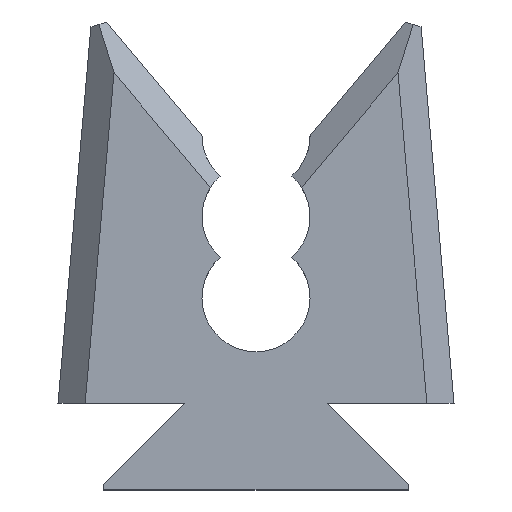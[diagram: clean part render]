
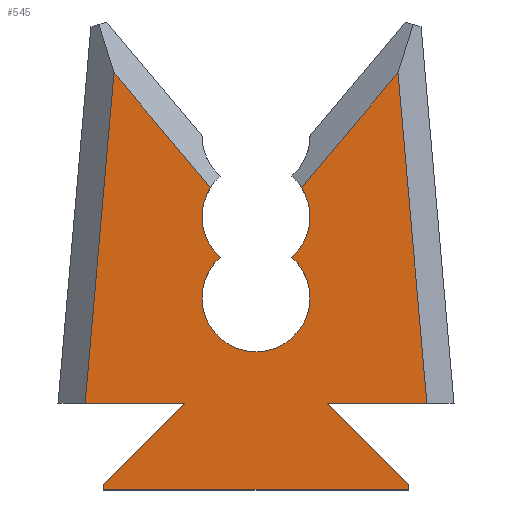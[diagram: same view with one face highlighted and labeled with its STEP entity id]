
A CAD part, top view. The second image highlights one B-rep face of the part: STEP entity #545.
In plain terms, the highlighted planar face has unit normal (0, 0, 1).
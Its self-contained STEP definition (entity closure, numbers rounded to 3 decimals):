
#28=PLANE('',#601);
#38=CIRCLE('',#573,1.999);
#40=CIRCLE('',#578,1.999);
#43=CIRCLE('',#591,1.999);
#62=FACE_OUTER_BOUND('',#90,.T.);
#90=EDGE_LOOP('',(#450,#451,#452,#453,#454,#455,#456,#457,#458,#459,#460,
#461,#462,#463));
#106=LINE('',#794,#170);
#112=LINE('',#805,#176);
#139=LINE('',#871,#203);
#143=LINE('',#878,#207);
#146=LINE('',#884,#210);
#149=LINE('',#890,#213);
#151=LINE('',#893,#215);
#152=LINE('',#896,#216);
#153=LINE('',#897,#217);
#154=LINE('',#899,#218);
#155=LINE('',#900,#219);
#170=VECTOR('',#643,1000.);
#176=VECTOR('',#651,1000.);
#203=VECTOR('',#708,1000.);
#207=VECTOR('',#714,1000.);
#210=VECTOR('',#719,1000.);
#213=VECTOR('',#724,1000.);
#215=VECTOR('',#728,1000.);
#216=VECTOR('',#731,1000.);
#217=VECTOR('',#732,1000.);
#218=VECTOR('',#733,1000.);
#219=VECTOR('',#734,1000.);
#240=VERTEX_POINT('',#772);
#241=VERTEX_POINT('',#773);
#244=VERTEX_POINT('',#782);
#248=VERTEX_POINT('',#791);
#249=VERTEX_POINT('',#793);
#253=VERTEX_POINT('',#803);
#265=VERTEX_POINT('',#838);
#276=VERTEX_POINT('',#868);
#277=VERTEX_POINT('',#870);
#279=VERTEX_POINT('',#876);
#281=VERTEX_POINT('',#882);
#283=VERTEX_POINT('',#888);
#284=VERTEX_POINT('',#895);
#285=VERTEX_POINT('',#898);
#292=EDGE_CURVE('',#240,#241,#38,.T.);
#297=EDGE_CURVE('',#244,#240,#40,.T.);
#302=EDGE_CURVE('',#249,#248,#106,.T.);
#308=EDGE_CURVE('',#248,#253,#112,.T.);
#325=EDGE_CURVE('',#265,#244,#43,.T.);
#341=EDGE_CURVE('',#277,#276,#139,.T.);
#345=EDGE_CURVE('',#276,#279,#143,.T.);
#348=EDGE_CURVE('',#279,#281,#146,.T.);
#351=EDGE_CURVE('',#281,#283,#149,.T.);
#353=EDGE_CURVE('',#283,#249,#151,.T.);
#354=EDGE_CURVE('',#253,#284,#152,.T.);
#355=EDGE_CURVE('',#284,#265,#153,.T.);
#356=EDGE_CURVE('',#241,#285,#154,.T.);
#357=EDGE_CURVE('',#285,#277,#155,.T.);
#450=ORIENTED_EDGE('',*,*,#308,.T.);
#451=ORIENTED_EDGE('',*,*,#354,.T.);
#452=ORIENTED_EDGE('',*,*,#355,.T.);
#453=ORIENTED_EDGE('',*,*,#325,.T.);
#454=ORIENTED_EDGE('',*,*,#297,.T.);
#455=ORIENTED_EDGE('',*,*,#292,.T.);
#456=ORIENTED_EDGE('',*,*,#356,.T.);
#457=ORIENTED_EDGE('',*,*,#357,.T.);
#458=ORIENTED_EDGE('',*,*,#341,.T.);
#459=ORIENTED_EDGE('',*,*,#345,.T.);
#460=ORIENTED_EDGE('',*,*,#348,.T.);
#461=ORIENTED_EDGE('',*,*,#351,.T.);
#462=ORIENTED_EDGE('',*,*,#353,.T.);
#463=ORIENTED_EDGE('',*,*,#302,.T.);
#545=ADVANCED_FACE('',(#62),#28,.T.);
#573=AXIS2_PLACEMENT_3D('',#774,#623,#624);
#578=AXIS2_PLACEMENT_3D('',#783,#634,#635);
#591=AXIS2_PLACEMENT_3D('',#839,#682,#683);
#601=AXIS2_PLACEMENT_3D('',#894,#729,#730);
#623=DIRECTION('center_axis',(0.,0.,-1.));
#624=DIRECTION('ref_axis',(1.,0.,0.));
#634=DIRECTION('center_axis',(0.,0.,-1.));
#635=DIRECTION('ref_axis',(1.,0.,0.));
#643=DIRECTION('',(-0.707,0.707,0.));
#651=DIRECTION('',(1.,0.,0.));
#682=DIRECTION('center_axis',(0.,0.,-1.));
#683=DIRECTION('ref_axis',(1.,0.,0.));
#708=DIRECTION('',(1.,0.,0.));
#714=DIRECTION('',(-0.707,-0.707,0.));
#719=DIRECTION('',(0.,-1.,0.));
#724=DIRECTION('',(1.,0.,0.));
#728=DIRECTION('',(0.,1.,0.));
#729=DIRECTION('center_axis',(0.,0.,1.));
#730=DIRECTION('ref_axis',(1.,0.,0.));
#731=DIRECTION('',(-0.087,0.996,0.));
#732=DIRECTION('',(-0.643,-0.766,0.));
#733=DIRECTION('',(-0.643,0.766,0.));
#734=DIRECTION('',(-0.087,-0.996,0.));
#772=CARTESIAN_POINT('',(-1.321,8.6,3.25));
#773=CARTESIAN_POINT('',(-1.688,11.172,3.25));
#774=CARTESIAN_POINT('Origin',(0.,10.1,3.25));
#782=CARTESIAN_POINT('',(1.321,8.6,3.25));
#783=CARTESIAN_POINT('Origin',(0.,7.1,3.25));
#791=CARTESIAN_POINT('',(2.627,3.2,3.25));
#793=CARTESIAN_POINT('',(5.627,0.2,3.25));
#794=CARTESIAN_POINT('',(5.627,0.2,3.25));
#803=CARTESIAN_POINT('',(6.319,3.2,3.25));
#805=CARTESIAN_POINT('',(2.627,3.2,3.25));
#838=CARTESIAN_POINT('',(1.687,11.171,3.25));
#839=CARTESIAN_POINT('Origin',(0.,10.1,3.25));
#868=CARTESIAN_POINT('',(-2.627,3.2,3.25));
#870=CARTESIAN_POINT('',(-6.319,3.2,3.25));
#871=CARTESIAN_POINT('',(-2.627,3.2,3.25));
#876=CARTESIAN_POINT('',(-5.627,0.2,3.25));
#878=CARTESIAN_POINT('',(-5.627,0.2,3.25));
#882=CARTESIAN_POINT('',(-5.627,0.,3.25));
#884=CARTESIAN_POINT('',(-5.627,0.2,3.25));
#888=CARTESIAN_POINT('',(5.627,0.,3.25));
#890=CARTESIAN_POINT('',(-5.627,0.,3.25));
#893=CARTESIAN_POINT('',(5.627,0.2,3.25));
#894=CARTESIAN_POINT('Origin',(0.,13.098,3.25));
#895=CARTESIAN_POINT('',(5.25,15.417,3.25));
#896=CARTESIAN_POINT('',(5.109,17.025,3.25));
#897=CARTESIAN_POINT('',(2.765,12.455,3.25));
#898=CARTESIAN_POINT('',(-5.25,15.417,3.25));
#899=CARTESIAN_POINT('',(-6.288,16.654,3.25));
#900=CARTESIAN_POINT('',(-6.327,3.113,3.25));
